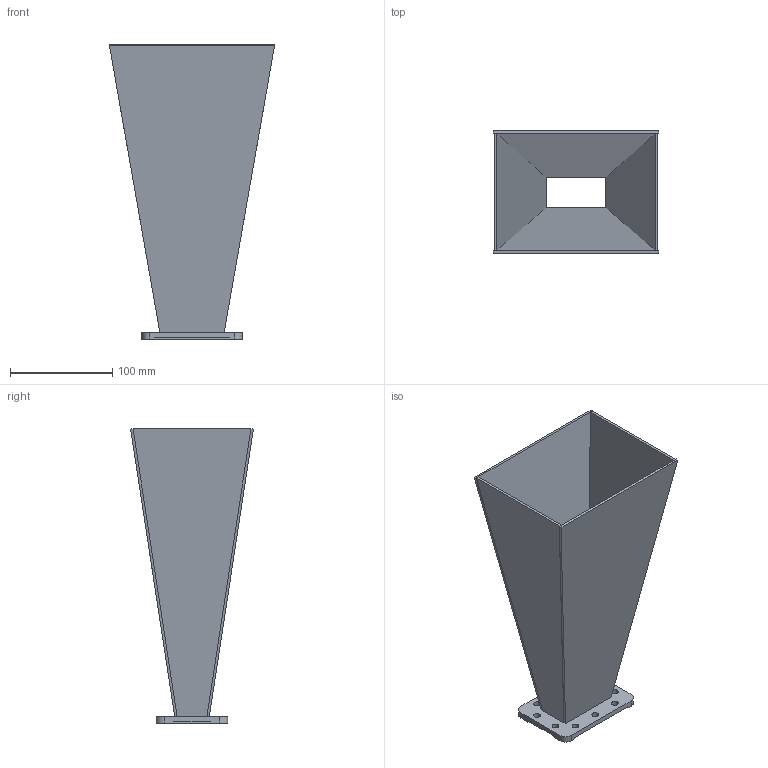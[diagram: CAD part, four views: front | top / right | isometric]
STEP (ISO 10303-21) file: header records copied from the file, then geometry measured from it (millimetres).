
FILE_DESCRIPTION (( 'STEP AP203' ), '1' );
FILE_NAME ('FM9862B-15-CPRG_3D.STEP', '2022-12-15T11:23:01', ( '' ), ( '' ), 'SwSTEP 2.0', 'SolidWorks 2022', '' );
FILE_SCHEMA (( 'CONFIG_CONTROL_DESIGN' ));
Length unit declared in the file: inch
Products named in the file (1): FM9862B-15-CPRG_3D
Bounding box: 161.7 x 120.07 x 288.04 mm (x, y, z)
Volume: 273981.8 mm3; surface area: 232297.8 mm2
Topology: 5 solids, 5 shells, 93 faces, 240 edges, 160 vertices
Faces by surface type: plane 65, cylinder 28
Entity records: 2957 total; most frequent: CARTESIAN_POINT 530, ORIENTED_EDGE 480, DIRECTION 472, EDGE_CURVE 240, LINE 172, VECTOR 172, VERTEX_POINT 160, AXIS2_PLACEMENT_3D 150
